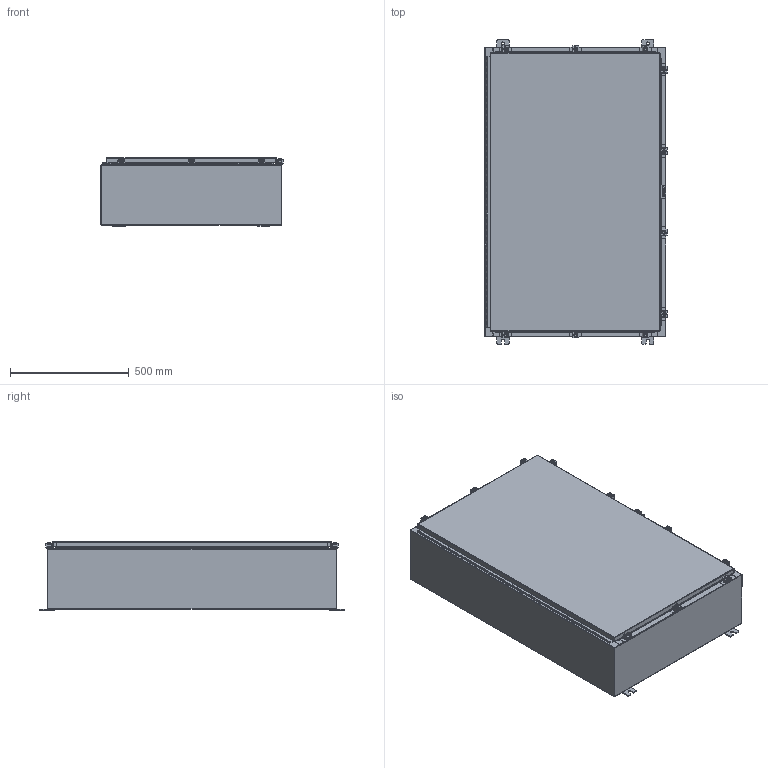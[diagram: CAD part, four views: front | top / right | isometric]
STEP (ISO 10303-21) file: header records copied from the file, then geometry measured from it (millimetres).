
FILE_DESCRIPTION (( 'STEP AP203' ), '1' );
FILE_NAME ('N48H3010SSWP.STEP', '2014-01-22T20:01:50', ( 'changeme' ), ( 'Microsoft' ), 'SwSTEP 2.0', 'SolidWorks 2013', '' );
FILE_SCHEMA (( 'CONFIG_CONTROL_DESIGN' ));
Length unit declared in the file: inch
Products named in the file (20): N48H3010SSWP Cover; N48H3010SSWP Padlock Staple; N48H3010SSWP Body; N48H3010SSWP Enclosure Stiffener; N48H3010SSWP Backpanel; N48H3010SSWP Bottom; N48H3010SSWP Clamp Bracket; N48H3010SSWP Mounting Studs; N48H3010SSWP Top; N48H3010SSWP 22101002; N48H3010SSWP Hinge Enclosure Side2; N48H3010SSWP; N48H3010SSWP 22104005_DEFAULT; N48H3010SSWP Hinge Cover Side; N48H3010SSWP Clamp Top; N48H3010SSWP 125 Pin Hinge; N48H3010SSWP Clamp Assembly; N48H3010SSWP Mounting Feet; N48H3010SSWP Standard Clamps; N48H3010SSWP Padlock Hasp
Assembly tree (37 placements, depth 4):
  N48H3010SSWP
    N48H3010SSWP Backpanel
    N48H3010SSWP Mounting Studs  x6
    N48H3010SSWP 125 Pin Hinge
      N48H3010SSWP Hinge Enclosure Side2
      N48H3010SSWP Hinge Cover Side
    N48H3010SSWP Mounting Feet  x4
    N48H3010SSWP Padlock Hasp
    N48H3010SSWP Padlock Staple
    N48H3010SSWP Enclosure Stiffener
    N48H3010SSWP Standard Clamps  x10
      N48H3010SSWP Clamp Bracket
      N48H3010SSWP Clamp Assembly
        N48H3010SSWP 22101002  x2
        N48H3010SSWP 22104005_DEFAULT
        N48H3010SSWP Clamp Top
    N48H3010SSWP Cover
    N48H3010SSWP Body
    N48H3010SSWP Bottom
    N48H3010SSWP Top
Bounding box: 767.35 x 1282.7 x 289.27 mm (x, y, z)
Volume: 8498607.2 mm3; surface area: 8336666.6 mm2
Topology: 70 solids, 70 shells, 2861 faces, 7253 edges, 4570 vertices
Faces by surface type: plane 1492, cylinder 1221, cone 72, torus 68, bspline 8
Entity records: 52172 total; most frequent: CARTESIAN_POINT 8982, DIRECTION 8882, ORIENTED_EDGE 8336, EDGE_CURVE 4168, AXIS2_PLACEMENT_3D 3094, LINE 2694, VECTOR 2694, VERTEX_POINT 2572
